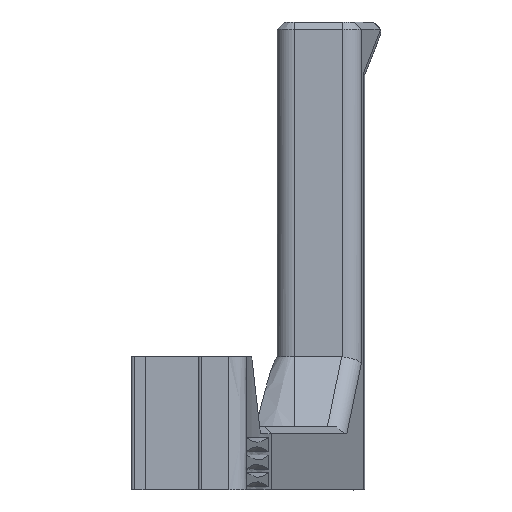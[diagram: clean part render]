
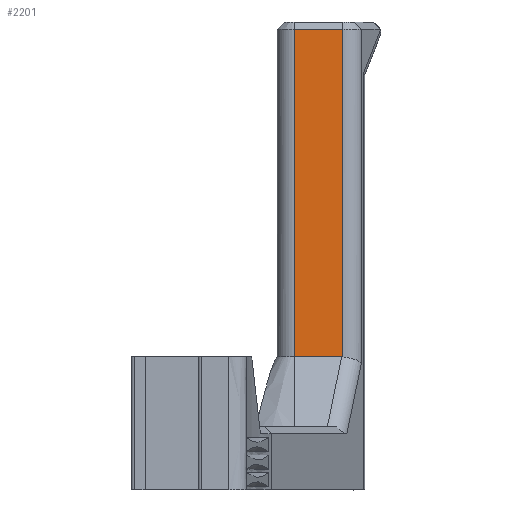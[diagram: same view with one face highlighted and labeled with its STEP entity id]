
A CAD part, left-side view. The second image highlights one B-rep face of the part: STEP entity #2201.
In plain terms, the highlighted planar face has unit normal (-1, 0, 0).
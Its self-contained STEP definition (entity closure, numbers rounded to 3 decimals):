
#54=ELLIPSE('',#2317,9.289,5.5);
#132=PLANE('',#2322);
#239=FACE_OUTER_BOUND('',#367,.T.);
#367=EDGE_LOOP('',(#1908,#1909,#1910,#1911,#1912));
#581=LINE('',#3981,#806);
#583=LINE('',#3987,#808);
#585=LINE('',#3997,#810);
#586=LINE('',#3998,#811);
#806=VECTOR('',#2694,10.);
#808=VECTOR('',#2702,10.);
#810=VECTOR('',#2706,10.);
#811=VECTOR('',#2707,10.);
#1085=VERTEX_POINT('',#3973);
#1086=VERTEX_POINT('',#3975);
#1087=VERTEX_POINT('',#3980);
#1088=VERTEX_POINT('',#3986);
#1090=VERTEX_POINT('',#3996);
#1371=EDGE_CURVE('',#1085,#1086,#54,.T.);
#1374=EDGE_CURVE('',#1087,#1086,#581,.T.);
#1377=EDGE_CURVE('',#1085,#1088,#583,.T.);
#1380=EDGE_CURVE('',#1088,#1090,#585,.T.);
#1381=EDGE_CURVE('',#1090,#1087,#586,.T.);
#1908=ORIENTED_EDGE('',*,*,#1374,.T.);
#1909=ORIENTED_EDGE('',*,*,#1371,.F.);
#1910=ORIENTED_EDGE('',*,*,#1377,.T.);
#1911=ORIENTED_EDGE('',*,*,#1380,.T.);
#1912=ORIENTED_EDGE('',*,*,#1381,.T.);
#2201=ADVANCED_FACE('',(#239),#132,.F.);
#2317=AXIS2_PLACEMENT_3D('',#3976,#2688,#2689);
#2322=AXIS2_PLACEMENT_3D('',#3995,#2704,#2705);
#2688=DIRECTION('center_axis',(-1.,0.,0.));
#2689=DIRECTION('ref_axis',(0.,-0.201,0.98));
#2694=DIRECTION('',(0.,-1.,0.));
#2702=DIRECTION('',(0.,0.,1.));
#2704=DIRECTION('center_axis',(1.,0.,0.));
#2705=DIRECTION('ref_axis',(0.,1.,0.));
#2706=DIRECTION('',(0.,1.,0.));
#2707=DIRECTION('',(0.,0.,-1.));
#3973=CARTESIAN_POINT('',(-1774.455,-1071.628,-105.038));
#3975=CARTESIAN_POINT('',(-1774.455,-1071.327,-105.024));
#3976=CARTESIAN_POINT('Origin',(-1774.455,-1070.123,-114.191));
#3980=CARTESIAN_POINT('',(-1774.455,-1057.852,-105.024));
#3981=CARTESIAN_POINT('',(-1774.455,-1060.95,-105.024));
#3986=CARTESIAN_POINT('',(-1774.455,-1071.628,-11.425));
#3987=CARTESIAN_POINT('',(-1774.455,-1071.628,-135.024));
#3995=CARTESIAN_POINT('Origin',(-1774.455,-1075.825,-125.024));
#3996=CARTESIAN_POINT('',(-1774.455,-1057.852,-11.425));
#3997=CARTESIAN_POINT('',(-1774.455,-1071.739,-11.425));
#3998=CARTESIAN_POINT('',(-1774.455,-1057.852,-135.024));
